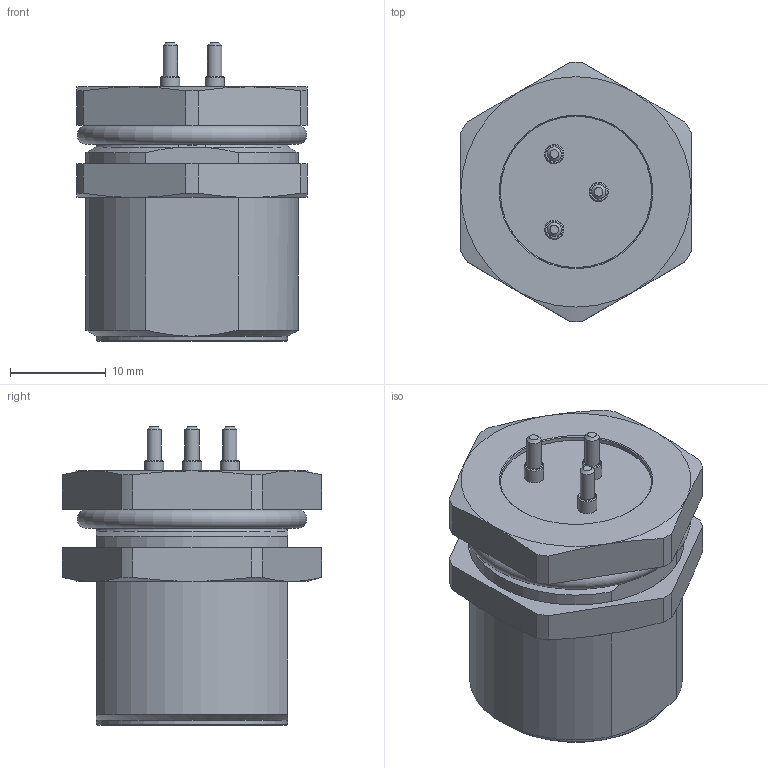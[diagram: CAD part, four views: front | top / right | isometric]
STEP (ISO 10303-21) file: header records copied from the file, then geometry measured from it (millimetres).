
FILE_DESCRIPTION(/* description */ (''),/* implementation_level */ '2;1');
FILE_NAME(/* name */ '09-2447-180-03-001_01.stp',/* time_stamp */ '2014-03-20T09:38:03+01:00',/* author */ (''),/* organization */ (''),/* preprocessor_version */ 'ST-DEVELOPER v14',/* originating_system */ 'SIEMENS PLM Software NX 8.0',/* authorisation */ '');
FILE_SCHEMA (('AP203_CONFIGURATION_CONTROLLED_3D_DESIGN_OF_MECHANICAL_PARTS_AND_ASSEMBLIES_MIM_LF { 1 0 10303 403 2 1 2}'));
Length unit declared in the file: millimetre
Products named in the file (1): umae17181CAAq5fe
Bounding box: 24 x 27 x 31.1 mm (x, y, z)
Volume: 9387.6 mm3; surface area: 4768.1 mm2
Topology: 3 solids, 3 shells, 120 faces, 264 edges, 165 vertices
Faces by surface type: plane 38, cone 35, cylinder 34, bspline 8, torus 5
Full cylindrical faces by diameter (mm): 1.5 x3, 2 x6, 3 x3, 18.5 x1, 19.9 x2, 20.752 x1, 22.5 x1
Entity records: 3312 total; most frequent: CARTESIAN_POINT 836, DIRECTION 507, ORIENTED_EDGE 410, AXIS2_PLACEMENT_3D 229, EDGE_CURVE 205, EDGE_LOOP 181, VERTEX_POINT 151, FACE_BOUND 121
